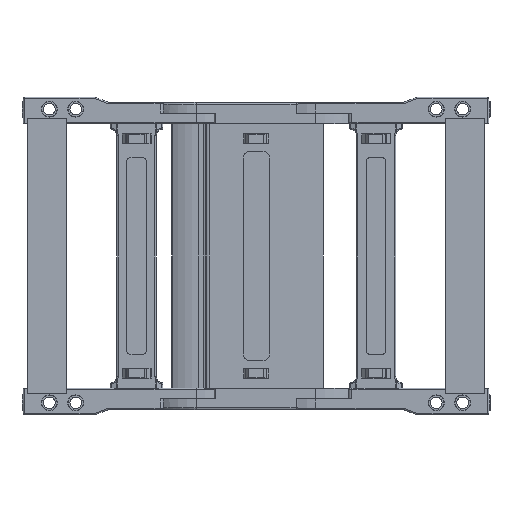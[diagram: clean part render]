
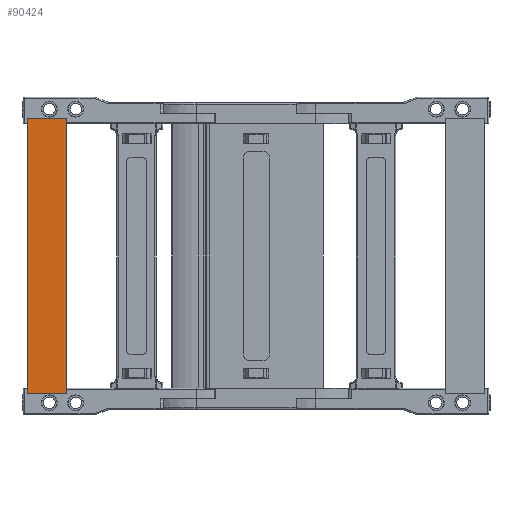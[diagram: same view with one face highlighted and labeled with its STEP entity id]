
A CAD part, front view. The second image highlights one B-rep face of the part: STEP entity #90424.
In plain terms, the highlighted planar face has unit normal (0, -1, 0).
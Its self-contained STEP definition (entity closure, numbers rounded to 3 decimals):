
#400 = FACE_OUTER_BOUND ( 'NONE', #91615, .T. ) ;
#869 = EDGE_CURVE ( 'NONE', #81409, #70024, #73551, .T. ) ;
#7981 = CARTESIAN_POINT ( 'NONE',  ( -141.552, -40.916, -178.855 ) ) ;
#8223 = DIRECTION ( 'NONE',  ( -1., 0., 0. ) ) ;
#9110 = LINE ( 'NONE', #46656, #43980 ) ;
#12061 = EDGE_CURVE ( 'NONE', #70024, #98134, #59527, .T. ) ;
#15385 = EDGE_CURVE ( 'NONE', #81409, #59923, #55947, .T. ) ;
#16074 = DIRECTION ( 'NONE',  ( 0., 0., 1. ) ) ;
#43521 = CARTESIAN_POINT ( 'NONE',  ( -171.252, -40.916, -239.455 ) ) ;
#43980 = VECTOR ( 'NONE', #16074, 1000. ) ;
#46366 = VECTOR ( 'NONE', #69629, 1000. ) ;
#46656 = CARTESIAN_POINT ( 'NONE',  ( -171.252, -40.916, -178.855 ) ) ;
#51269 = VECTOR ( 'NONE', #98524, 1000. ) ;
#54681 = CARTESIAN_POINT ( 'NONE',  ( -141.552, -40.916, -239.455 ) ) ;
#54777 = DIRECTION ( 'NONE',  ( -1., 0., 0. ) ) ;
#55409 = CARTESIAN_POINT ( 'NONE',  ( -141.552, -40.916, -30.455 ) ) ;
#55947 = LINE ( 'NONE', #67018, #46366 ) ;
#59527 = LINE ( 'NONE', #76627, #116666 ) ;
#59923 = VERTEX_POINT ( 'NONE', #43521 ) ;
#67018 = CARTESIAN_POINT ( 'NONE',  ( -141.552, -40.916, -239.455 ) ) ;
#69629 = DIRECTION ( 'NONE',  ( -1., 0., 0. ) ) ;
#70024 = VERTEX_POINT ( 'NONE', #55409 ) ;
#73551 = LINE ( 'NONE', #7981, #51269 ) ;
#76627 = CARTESIAN_POINT ( 'NONE',  ( -141.552, -40.916, -30.455 ) ) ;
#81409 = VERTEX_POINT ( 'NONE', #54681 ) ;
#82378 = AXIS2_PLACEMENT_3D ( 'NONE', #105792, #115527, #54777 ) ;
#88433 = ORIENTED_EDGE ( 'NONE', *, *, #12061, .T. ) ;
#90424 = ADVANCED_FACE ( 'NONE', ( #400 ), #96018, .T. ) ;
#91358 = ORIENTED_EDGE ( 'NONE', *, *, #15385, .F. ) ;
#91615 = EDGE_LOOP ( 'NONE', ( #125961, #91358, #122011, #88433 ) ) ;
#96018 = PLANE ( 'NONE',  #82378 ) ;
#97405 = CARTESIAN_POINT ( 'NONE',  ( -171.252, -40.916, -30.455 ) ) ;
#98134 = VERTEX_POINT ( 'NONE', #97405 ) ;
#98524 = DIRECTION ( 'NONE',  ( 0., 0., 1. ) ) ;
#105792 = CARTESIAN_POINT ( 'NONE',  ( -141.552, -40.916, -178.855 ) ) ;
#115527 = DIRECTION ( 'NONE',  ( 0., -1., 0. ) ) ;
#116666 = VECTOR ( 'NONE', #8223, 1000. ) ;
#122011 = ORIENTED_EDGE ( 'NONE', *, *, #869, .T. ) ;
#125292 = EDGE_CURVE ( 'NONE', #59923, #98134, #9110, .T. ) ;
#125961 = ORIENTED_EDGE ( 'NONE', *, *, #125292, .F. ) ;
